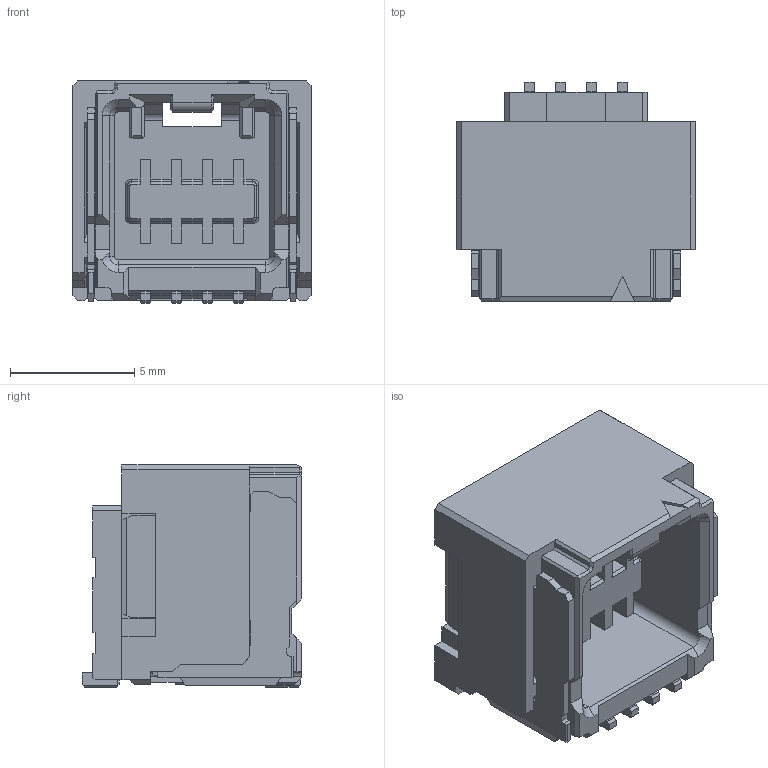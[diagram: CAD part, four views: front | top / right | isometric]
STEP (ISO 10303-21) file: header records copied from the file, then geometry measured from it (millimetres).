
FILE_DESCRIPTION(/* description */ ('STEP AP214'),/* implementation_level */ '2;1');
FILE_NAME(/* name */ '60553d2b986bda18b6350160',/* time_stamp */ '2021-03-20T00:09:16+00:00',/* author */ (''),/* organization */ (''),/* preprocessor_version */ 'ST-DEVELOPER v18.1',/* originating_system */ ' ',/* authorisation */ ' ');
FILE_SCHEMA (('AUTOMOTIVE_DESIGN {1 0 10303 214 3 1 1}'));
Length unit declared in the file: metre
Products named in the file (2): 5054480891
Assembly tree (1 placements, depth 2):
  5054480891
    5054480891
Bounding box: 9.6 x 8.85 x 8.95 mm (x, y, z)
Volume: 412.6 mm3; surface area: 811.8 mm2
Topology: 1 solids, 1 shells, 516 faces, 1467 edges, 954 vertices
Faces by surface type: plane 464, cylinder 34, cone 18
Entity records: 16464 total; most frequent: CARTESIAN_POINT 2949, ORIENTED_EDGE 2934, DIRECTION 2591, EDGE_CURVE 1467, LINE 1375, VECTOR 1375, VERTEX_POINT 954, AXIS2_PLACEMENT_3D 608
